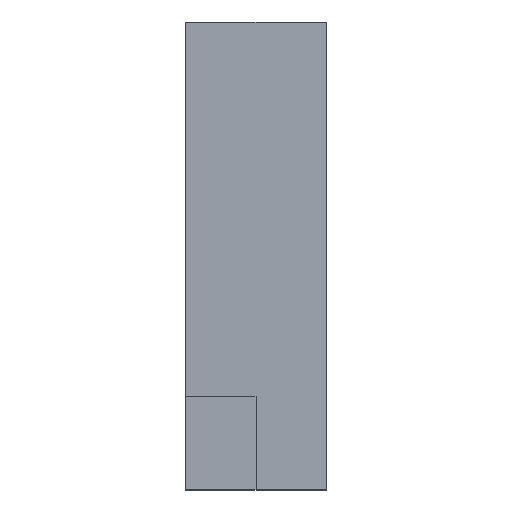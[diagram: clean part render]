
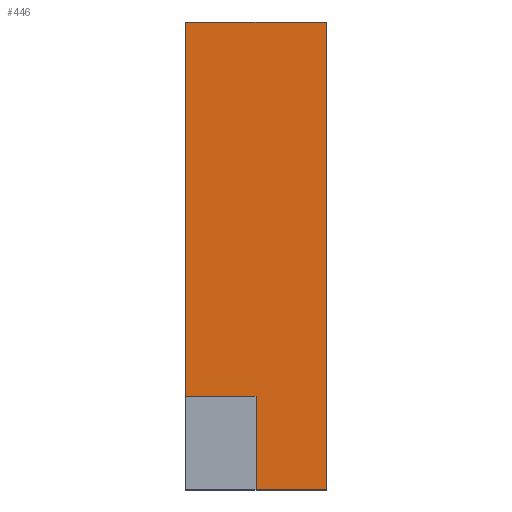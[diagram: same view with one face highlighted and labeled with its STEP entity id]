
A CAD part, top view. The second image highlights one B-rep face of the part: STEP entity #446.
In plain terms, the highlighted planar face has unit normal (0, 0, 1).
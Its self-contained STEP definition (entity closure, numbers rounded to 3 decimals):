
#37=PLANE('',#501);
#58=FACE_OUTER_BOUND('',#86,.T.);
#86=EDGE_LOOP('',(#407,#408,#409,#410,#411,#412));
#116=LINE('',#707,#163);
#119=LINE('',#715,#166);
#123=LINE('',#723,#170);
#132=LINE('',#739,#179);
#134=LINE('',#743,#181);
#135=LINE('',#745,#182);
#163=VECTOR('',#582,10.);
#166=VECTOR('',#591,10.);
#170=VECTOR('',#597,10.);
#179=VECTOR('',#612,10.);
#181=VECTOR('',#616,10.);
#182=VECTOR('',#619,10.);
#227=VERTEX_POINT('',#704);
#228=VERTEX_POINT('',#706);
#229=VERTEX_POINT('',#713);
#230=VERTEX_POINT('',#714);
#233=VERTEX_POINT('',#722);
#238=VERTEX_POINT('',#741);
#280=EDGE_CURVE('',#228,#227,#116,.T.);
#283=EDGE_CURVE('',#229,#230,#119,.T.);
#287=EDGE_CURVE('',#230,#233,#123,.T.);
#296=EDGE_CURVE('',#229,#227,#132,.T.);
#298=EDGE_CURVE('',#233,#238,#134,.T.);
#299=EDGE_CURVE('',#228,#238,#135,.T.);
#407=ORIENTED_EDGE('',*,*,#287,.T.);
#408=ORIENTED_EDGE('',*,*,#298,.T.);
#409=ORIENTED_EDGE('',*,*,#299,.F.);
#410=ORIENTED_EDGE('',*,*,#280,.T.);
#411=ORIENTED_EDGE('',*,*,#296,.F.);
#412=ORIENTED_EDGE('',*,*,#283,.T.);
#446=ADVANCED_FACE('',(#58),#37,.T.);
#501=AXIS2_PLACEMENT_3D('',#744,#617,#618);
#582=DIRECTION('',(-1.,0.,0.));
#591=DIRECTION('',(1.,0.,0.));
#597=DIRECTION('',(0.,-1.,0.));
#612=DIRECTION('',(0.,1.,0.));
#616=DIRECTION('',(1.,0.,0.));
#617=DIRECTION('center_axis',(0.,0.,1.));
#618=DIRECTION('ref_axis',(0.,-1.,0.));
#619=DIRECTION('',(0.,-1.,0.));
#704=CARTESIAN_POINT('',(-4.5,30.,0.));
#706=CARTESIAN_POINT('',(4.5,30.,0.));
#707=CARTESIAN_POINT('',(0.,30.,0.));
#713=CARTESIAN_POINT('',(-4.5,6.,0.));
#714=CARTESIAN_POINT('',(0.,6.,0.));
#715=CARTESIAN_POINT('',(0.,6.,0.));
#722=CARTESIAN_POINT('',(0.,0.,0.));
#723=CARTESIAN_POINT('',(0.,15.,0.));
#739=CARTESIAN_POINT('',(-4.5,0.,0.));
#741=CARTESIAN_POINT('',(4.5,0.,0.));
#743=CARTESIAN_POINT('',(0.,0.,0.));
#744=CARTESIAN_POINT('Origin',(0.,30.,0.));
#745=CARTESIAN_POINT('',(4.5,0.,0.));
